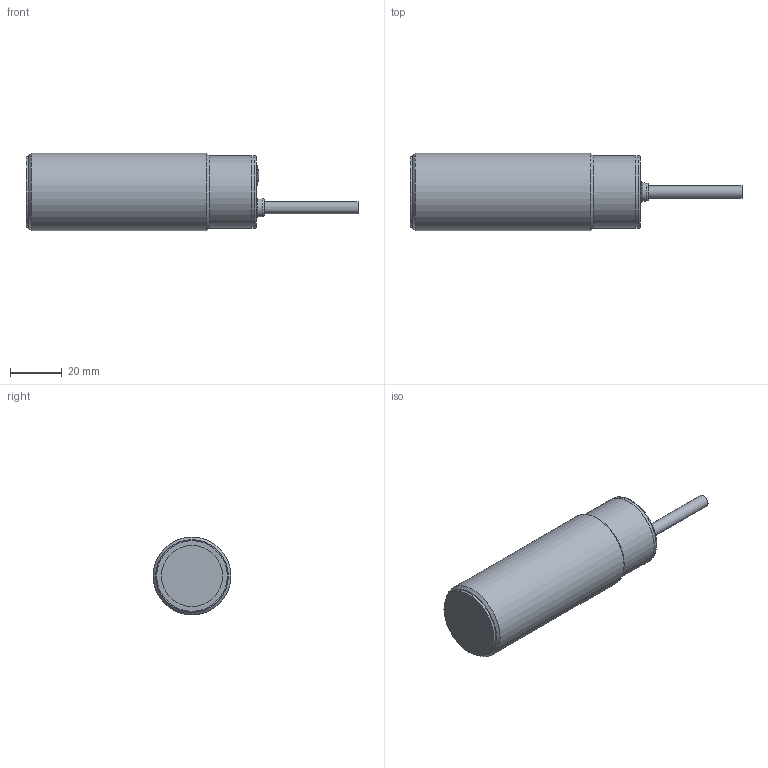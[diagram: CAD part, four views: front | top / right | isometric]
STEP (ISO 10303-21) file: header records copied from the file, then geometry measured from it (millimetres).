
FILE_DESCRIPTION( ( 'Unknown' ), '1' );
FILE_NAME( 'UT1B_0A_fig.stp', 'Unknown', ( 'Unknown' ), ( 'Unknown' ), 'PSStep 17.0.49', 'Unknown', ' ' );
FILE_SCHEMA( ( 'AUTOMOTIVE_DESIGN { 1 0 10303 214 1 1 1 1 }' ) );
Length unit declared in the file: millimetre
Products named in the file (6): Assem1; -oa0
Assembly tree (5 placements, depth 2):
  Assem1
    -oa0
    -oa0
    -oa0
    -oa0
    -oa0
Bounding box: 128 x 30 x 30 mm (x, y, z)
Volume: 61656.2 mm3; surface area: 12805.2 mm2
Topology: 5 solids, 5 shells, 33 faces, 57 edges, 39 vertices
Faces by surface type: plane 15, cylinder 9, torus 5, cone 3, sphere 1
Full cylindrical faces by diameter (mm): 4.7 x2, 8 x2, 23.5 x1, 27.2 x1, 28 x2, 30 x1
Entity records: 771 total; most frequent: DIRECTION 138, CARTESIAN_POINT 108, ORIENTED_EDGE 68, AXIS2_PLACEMENT_3D 65, EDGE_LOOP 56, FACE_OUTER_BOUND 47, VERTEX_POINT 35, EDGE_CURVE 34
